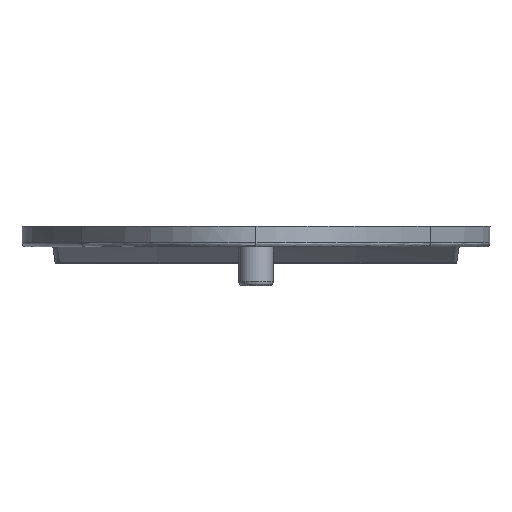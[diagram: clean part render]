
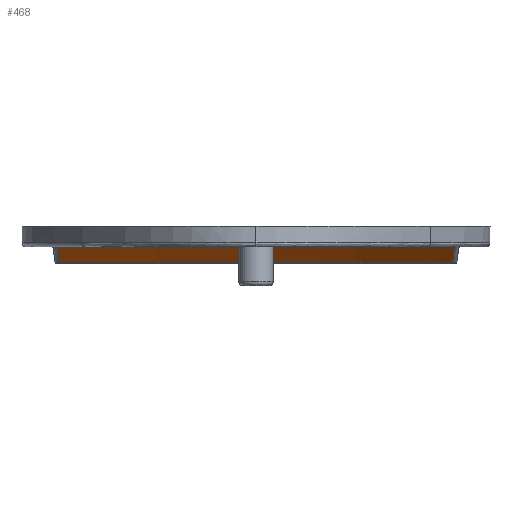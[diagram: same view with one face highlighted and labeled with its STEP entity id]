
A CAD part, front view. The second image highlights one B-rep face of the part: STEP entity #468.
In plain terms, the highlighted conical face has half-angle 45 degrees and reference radius 95 mm.
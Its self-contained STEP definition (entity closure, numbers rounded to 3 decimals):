
#4 = DIRECTION ( 'NONE',  ( 0., 0., -1. ) ) ;
#59 = CIRCLE ( 'NONE', #647, 96.854 ) ;
#69 = VERTEX_POINT ( 'NONE', #131 ) ;
#131 = CARTESIAN_POINT ( 'NONE',  ( -23.815, 25.88, 0.146 ) ) ;
#172 = EDGE_LOOP ( 'NONE', ( #434, #2619, #2106, #419 ) ) ;
#224 = DIRECTION ( 'NONE',  ( -1., 0., 0. ) ) ;
#299 = AXIS2_PLACEMENT_3D ( 'NONE', #1063, #4, #224 ) ;
#398 = CARTESIAN_POINT ( 'NONE',  ( 24.029, 24.208, 1.712 ) ) ;
#404 = VERTEX_POINT ( 'NONE', #804 ) ;
#409 = DIRECTION ( 'NONE',  ( 1., 0., 0. ) ) ;
#419 = ORIENTED_EDGE ( 'NONE', *, *, #2393, .T. ) ;
#434 = ORIENTED_EDGE ( 'NONE', *, *, #2614, .F. ) ;
#458 = CARTESIAN_POINT ( 'NONE',  ( -23.855, 25.529, 0.477 ) ) ;
#468 = ADVANCED_FACE ( 'NONE', ( #1672 ), #1009, .F. ) ;
#493 = CARTESIAN_POINT ( 'NONE',  ( 0., -68., 2. ) ) ;
#537 = EDGE_CURVE ( 'NONE', #69, #404, #59, .T. ) ;
#647 = AXIS2_PLACEMENT_3D ( 'NONE', #2278, #1292, #409 ) ;
#802 = CARTESIAN_POINT ( 'NONE',  ( 23.815, 25.88, 0.146 ) ) ;
#804 = CARTESIAN_POINT ( 'NONE',  ( 23.815, 25.88, 0.146 ) ) ;
#817 = CARTESIAN_POINT ( 'NONE',  ( -24.075, 23.899, 2. ) ) ;
#831 = CARTESIAN_POINT ( 'NONE',  ( -23.986, 24.518, 1.424 ) ) ;
#992 = VERTEX_POINT ( 'NONE', #1660 ) ;
#1009 = CONICAL_SURFACE ( 'NONE', #299, 95., 0.785 ) ;
#1032 = CARTESIAN_POINT ( 'NONE',  ( 24.075, 23.899, 2. ) ) ;
#1062 = CARTESIAN_POINT ( 'NONE',  ( 23.945, 24.827, 1.135 ) ) ;
#1063 = CARTESIAN_POINT ( 'NONE',  ( 0., -68., 2. ) ) ;
#1251 = CARTESIAN_POINT ( 'NONE',  ( 24.075, 23.899, 2. ) ) ;
#1278 = CARTESIAN_POINT ( 'NONE',  ( 23.855, 25.529, 0.477 ) ) ;
#1292 = DIRECTION ( 'NONE',  ( 0., 0., -1. ) ) ;
#1581 = DIRECTION ( 'NONE',  ( -1., 0., 0. ) ) ;
#1647 = CARTESIAN_POINT ( 'NONE',  ( -23.945, 24.827, 1.135 ) ) ;
#1660 = CARTESIAN_POINT ( 'NONE',  ( -24.075, 23.899, 2. ) ) ;
#1672 = FACE_OUTER_BOUND ( 'NONE', #172, .T. ) ;
#1852 = AXIS2_PLACEMENT_3D ( 'NONE', #493, #2579, #1581 ) ;
#1922 = CARTESIAN_POINT ( 'NONE',  ( -23.898, 25.178, 0.806 ) ) ;
#1986 = EDGE_CURVE ( 'NONE', #992, #69, #2441, .T. ) ;
#2097 = VERTEX_POINT ( 'NONE', #1032 ) ;
#2106 = ORIENTED_EDGE ( 'NONE', *, *, #537, .T. ) ;
#2205 = CIRCLE ( 'NONE', #1852, 95. ) ;
#2278 = CARTESIAN_POINT ( 'NONE',  ( 0., -68., 0.146 ) ) ;
#2295 = CARTESIAN_POINT ( 'NONE',  ( 23.986, 24.518, 1.424 ) ) ;
#2329 = CARTESIAN_POINT ( 'NONE',  ( -24.029, 24.208, 1.712 ) ) ;
#2393 = EDGE_CURVE ( 'NONE', #404, #2097, #2563, .T. ) ;
#2441 = B_SPLINE_CURVE_WITH_KNOTS ( 'NONE', 3,
 ( #817, #2329, #831, #1647, #1922, #458, #2459 ),
 .UNSPECIFIED., .F., .F.,
 ( 4, 3, 4 ),
 ( 0., 0.001, 0.003 ),
 .UNSPECIFIED. ) ;
#2459 = CARTESIAN_POINT ( 'NONE',  ( -23.815, 25.88, 0.146 ) ) ;
#2498 = CARTESIAN_POINT ( 'NONE',  ( 23.898, 25.178, 0.806 ) ) ;
#2563 = B_SPLINE_CURVE_WITH_KNOTS ( 'NONE', 3,
 ( #802, #1278, #2498, #1062, #2295, #398, #1251 ),
 .UNSPECIFIED., .F., .F.,
 ( 4, 3, 4 ),
 ( 0., 0.001, 0.003 ),
 .UNSPECIFIED. ) ;
#2579 = DIRECTION ( 'NONE',  ( 0., 0., -1. ) ) ;
#2614 = EDGE_CURVE ( 'NONE', #992, #2097, #2205, .T. ) ;
#2619 = ORIENTED_EDGE ( 'NONE', *, *, #1986, .T. ) ;
